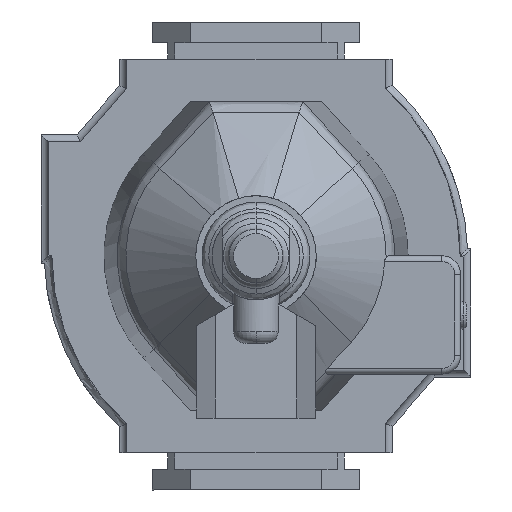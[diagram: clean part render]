
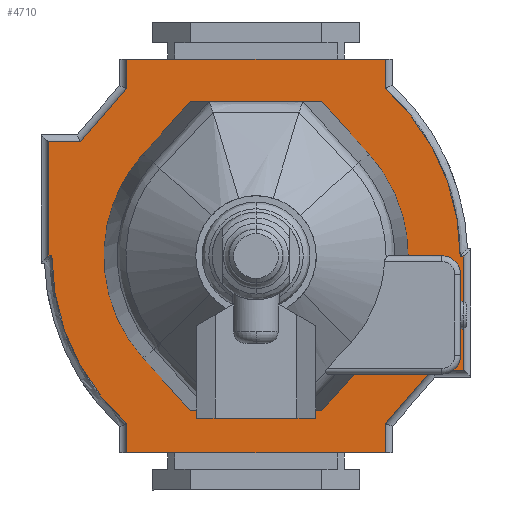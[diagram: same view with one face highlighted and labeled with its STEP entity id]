
A CAD part, front view. The second image highlights one B-rep face of the part: STEP entity #4710.
In plain terms, the highlighted face is planar.
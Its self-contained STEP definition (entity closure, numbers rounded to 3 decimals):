
#10 = DIRECTION ( 'NONE',  ( 0., -1., 0. ) ) ;
#27 = EDGE_LOOP ( 'NONE', ( #10106, #1958, #8792, #6806, #349, #11534, #10953, #1215, #12242, #1667, #12101, #8862, #5278, #3308, #11094, #9474 ) ) ;
#36 = VERTEX_POINT ( 'NONE', #11299 ) ;
#46 = CARTESIAN_POINT ( 'NONE',  ( 19.5, 0., -30. ) ) ;
#59 = EDGE_CURVE ( 'NONE', #13448, #6746, #3900, .T. ) ;
#61 = VERTEX_POINT ( 'NONE', #3756 ) ;
#320 = DIRECTION ( 'NONE',  ( 0., -1., 0. ) ) ;
#341 = CARTESIAN_POINT ( 'NONE',  ( -28.65, 0., 22.1 ) ) ;
#349 = ORIENTED_EDGE ( 'NONE', *, *, #11043, .F. ) ;
#392 = CIRCLE ( 'NONE', #11890, 38.4 ) ;
#627 = DIRECTION ( 'NONE',  ( 0., 1., 0. ) ) ;
#866 = CARTESIAN_POINT ( 'NONE',  ( -33.65, 0., -22.1 ) ) ;
#1025 = EDGE_CURVE ( 'NONE', #10782, #7482, #7249, .T. ) ;
#1215 = ORIENTED_EDGE ( 'NONE', *, *, #59, .F. ) ;
#1249 = DIRECTION ( 'NONE',  ( 0., 0., 1. ) ) ;
#1339 = EDGE_CURVE ( 'NONE', #10760, #10451, #8872, .T. ) ;
#1561 = CARTESIAN_POINT ( 'NONE',  ( 0., 0., 35.5 ) ) ;
#1598 = LINE ( 'NONE', #1942, #2673 ) ;
#1609 = CARTESIAN_POINT ( 'NONE',  ( 28.65, 0., -22.1 ) ) ;
#1667 = ORIENTED_EDGE ( 'NONE', *, *, #8062, .F. ) ;
#1864 = CARTESIAN_POINT ( 'NONE',  ( 0., 0., 0. ) ) ;
#1928 = EDGE_CURVE ( 'NONE', #13299, #2877, #9991, .T. ) ;
#1942 = CARTESIAN_POINT ( 'NONE',  ( 33.65, 0., 22.1 ) ) ;
#1958 = ORIENTED_EDGE ( 'NONE', *, *, #13865, .F. ) ;
#1985 = DIRECTION ( 'NONE',  ( 0., 0., -1. ) ) ;
#2186 = CARTESIAN_POINT ( 'NONE',  ( 0., 0., -34.9 ) ) ;
#2365 = EDGE_CURVE ( 'NONE', #8302, #13299, #5618, .T. ) ;
#2546 = VERTEX_POINT ( 'NONE', #8039 ) ;
#2673 = VECTOR ( 'NONE', #3727, 1000. ) ;
#2796 = CARTESIAN_POINT ( 'NONE',  ( -33.65, 0., -22.1 ) ) ;
#2877 = VERTEX_POINT ( 'NONE', #4993 ) ;
#3308 = ORIENTED_EDGE ( 'NONE', *, *, #1339, .F. ) ;
#3325 = VERTEX_POINT ( 'NONE', #6566 ) ;
#3373 = CARTESIAN_POINT ( 'NONE',  ( 19.5, 0., -30. ) ) ;
#3382 = VECTOR ( 'NONE', #4560, 1000. ) ;
#3646 = VECTOR ( 'NONE', #4299, 1000. ) ;
#3727 = DIRECTION ( 'NONE',  ( -1., 0., 0. ) ) ;
#3739 = CARTESIAN_POINT ( 'NONE',  ( 0., 0., 35.5 ) ) ;
#3756 = CARTESIAN_POINT ( 'NONE',  ( 0., 0., -34.9 ) ) ;
#3900 = LINE ( 'NONE', #1561, #3920 ) ;
#3920 = VECTOR ( 'NONE', #6207, 1000. ) ;
#3979 = VERTEX_POINT ( 'NONE', #10447 ) ;
#4000 = VERTEX_POINT ( 'NONE', #341 ) ;
#4166 = LINE ( 'NONE', #9925, #4598 ) ;
#4299 = DIRECTION ( 'NONE',  ( 1., 0., 0. ) ) ;
#4359 = VECTOR ( 'NONE', #9640, 1000. ) ;
#4541 = LINE ( 'NONE', #9039, #4717 ) ;
#4560 = DIRECTION ( 'NONE',  ( 0., 0., 1. ) ) ;
#4598 = VECTOR ( 'NONE', #14602, 1000. ) ;
#4710 = ADVANCED_FACE ( 'NONE', ( #13150 ), #14059, .T. ) ;
#4717 = VECTOR ( 'NONE', #8087, 1000. ) ;
#4764 = CARTESIAN_POINT ( 'NONE',  ( -19.5, 0., 30. ) ) ;
#4947 = DIRECTION ( 'NONE',  ( 1., 0., 0. ) ) ;
#4993 = CARTESIAN_POINT ( 'NONE',  ( -28.622, 0., -22.1 ) ) ;
#5019 = DIRECTION ( 'NONE',  ( 0., 0., 1. ) ) ;
#5055 = EDGE_CURVE ( 'NONE', #61, #10782, #9927, .T. ) ;
#5278 = ORIENTED_EDGE ( 'NONE', *, *, #13638, .F. ) ;
#5329 = EDGE_CURVE ( 'NONE', #2546, #7523, #1598, .T. ) ;
#5616 = CARTESIAN_POINT ( 'NONE',  ( 0., 0., -3.5 ) ) ;
#5618 = LINE ( 'NONE', #6648, #9294 ) ;
#5983 = AXIS2_PLACEMENT_3D ( 'NONE', #5616, #10, #7966 ) ;
#6071 = CARTESIAN_POINT ( 'NONE',  ( 0., 0., -35.5 ) ) ;
#6195 = VECTOR ( 'NONE', #4947, 1000. ) ;
#6207 = DIRECTION ( 'NONE',  ( -1., 0., 0. ) ) ;
#6472 = AXIS2_PLACEMENT_3D ( 'NONE', #1864, #627, #10945 ) ;
#6557 = LINE ( 'NONE', #11135, #3382 ) ;
#6566 = CARTESIAN_POINT ( 'NONE',  ( 0., 0., 34.9 ) ) ;
#6648 = CARTESIAN_POINT ( 'NONE',  ( -33.65, 0., 22.1 ) ) ;
#6746 = VERTEX_POINT ( 'NONE', #10553 ) ;
#6780 = LINE ( 'NONE', #11132, #11069 ) ;
#6806 = ORIENTED_EDGE ( 'NONE', *, *, #2365, .F. ) ;
#7034 = CARTESIAN_POINT ( 'NONE',  ( 0., 0., 3.5 ) ) ;
#7077 = CARTESIAN_POINT ( 'NONE',  ( 33.65, 0., -22.1 ) ) ;
#7249 = LINE ( 'NONE', #6071, #6195 ) ;
#7466 = LINE ( 'NONE', #4764, #10661 ) ;
#7482 = VERTEX_POINT ( 'NONE', #8700 ) ;
#7523 = VERTEX_POINT ( 'NONE', #13489 ) ;
#7663 = CARTESIAN_POINT ( 'NONE',  ( -33.65, 0., 22.1 ) ) ;
#7966 = DIRECTION ( 'NONE',  ( 0., 0., -1. ) ) ;
#8039 = CARTESIAN_POINT ( 'NONE',  ( 33.65, 0., 22.1 ) ) ;
#8062 = EDGE_CURVE ( 'NONE', #7523, #3325, #12577, .T. ) ;
#8087 = DIRECTION ( 'NONE',  ( -1., 0., 0. ) ) ;
#8170 = DIRECTION ( 'NONE',  ( -0.757, 0., -0.654 ) ) ;
#8302 = VERTEX_POINT ( 'NONE', #7663 ) ;
#8616 = LINE ( 'NONE', #1609, #4359 ) ;
#8700 = CARTESIAN_POINT ( 'NONE',  ( 19.5, 0., -35.5 ) ) ;
#8732 = EDGE_CURVE ( 'NONE', #3325, #13448, #6557, .T. ) ;
#8792 = ORIENTED_EDGE ( 'NONE', *, *, #1928, .F. ) ;
#8862 = ORIENTED_EDGE ( 'NONE', *, *, #10904, .F. ) ;
#8872 = LINE ( 'NONE', #46, #10179 ) ;
#9039 = CARTESIAN_POINT ( 'NONE',  ( -28.65, 0., 22.1 ) ) ;
#9294 = VECTOR ( 'NONE', #1985, 1000. ) ;
#9474 = ORIENTED_EDGE ( 'NONE', *, *, #1025, .F. ) ;
#9640 = DIRECTION ( 'NONE',  ( 1., 0., 0. ) ) ;
#9899 = VECTOR ( 'NONE', #1249, 1000. ) ;
#9925 = CARTESIAN_POINT ( 'NONE',  ( -19.5, 0., 35.5 ) ) ;
#9927 = LINE ( 'NONE', #2186, #14236 ) ;
#9938 = EDGE_CURVE ( 'NONE', #3979, #4000, #7466, .T. ) ;
#9991 = LINE ( 'NONE', #866, #3646 ) ;
#10034 = CARTESIAN_POINT ( 'NONE',  ( 28.65, 0., -22.1 ) ) ;
#10106 = ORIENTED_EDGE ( 'NONE', *, *, #5055, .F. ) ;
#10179 = VECTOR ( 'NONE', #14435, 1000. ) ;
#10447 = CARTESIAN_POINT ( 'NONE',  ( -19.5, 0., 30. ) ) ;
#10451 = VERTEX_POINT ( 'NONE', #10034 ) ;
#10553 = CARTESIAN_POINT ( 'NONE',  ( -19.5, 0., 35.5 ) ) ;
#10661 = VECTOR ( 'NONE', #8170, 1000. ) ;
#10760 = VERTEX_POINT ( 'NONE', #3373 ) ;
#10782 = VERTEX_POINT ( 'NONE', #12527 ) ;
#10904 = EDGE_CURVE ( 'NONE', #36, #2546, #11633, .T. ) ;
#10911 = DIRECTION ( 'NONE',  ( 0., 0., -1. ) ) ;
#10945 = DIRECTION ( 'NONE',  ( 0., 0., 1. ) ) ;
#10953 = ORIENTED_EDGE ( 'NONE', *, *, #13646, .F. ) ;
#11043 = EDGE_CURVE ( 'NONE', #4000, #8302, #4541, .T. ) ;
#11069 = VECTOR ( 'NONE', #13403, 1000. ) ;
#11094 = ORIENTED_EDGE ( 'NONE', *, *, #12745, .F. ) ;
#11132 = CARTESIAN_POINT ( 'NONE',  ( 19.5, 0., -35.5 ) ) ;
#11135 = CARTESIAN_POINT ( 'NONE',  ( 0., 0., 34.9 ) ) ;
#11299 = CARTESIAN_POINT ( 'NONE',  ( 33.65, 0., -22.1 ) ) ;
#11534 = ORIENTED_EDGE ( 'NONE', *, *, #9938, .F. ) ;
#11633 = LINE ( 'NONE', #7077, #9899 ) ;
#11890 = AXIS2_PLACEMENT_3D ( 'NONE', #7034, #320, #5019 ) ;
#12101 = ORIENTED_EDGE ( 'NONE', *, *, #5329, .F. ) ;
#12242 = ORIENTED_EDGE ( 'NONE', *, *, #8732, .F. ) ;
#12527 = CARTESIAN_POINT ( 'NONE',  ( 0., 0., -35.5 ) ) ;
#12577 = CIRCLE ( 'NONE', #5983, 38.4 ) ;
#12745 = EDGE_CURVE ( 'NONE', #7482, #10760, #6780, .T. ) ;
#13150 = FACE_OUTER_BOUND ( 'NONE', #27, .T. ) ;
#13299 = VERTEX_POINT ( 'NONE', #2796 ) ;
#13403 = DIRECTION ( 'NONE',  ( 0., 0., 1. ) ) ;
#13448 = VERTEX_POINT ( 'NONE', #3739 ) ;
#13489 = CARTESIAN_POINT ( 'NONE',  ( 28.622, 0., 22.1 ) ) ;
#13638 = EDGE_CURVE ( 'NONE', #10451, #36, #8616, .T. ) ;
#13646 = EDGE_CURVE ( 'NONE', #6746, #3979, #4166, .T. ) ;
#13865 = EDGE_CURVE ( 'NONE', #2877, #61, #392, .T. ) ;
#14059 = PLANE ( 'NONE',  #6472 ) ;
#14236 = VECTOR ( 'NONE', #10911, 1000. ) ;
#14435 = DIRECTION ( 'NONE',  ( 0.757, 0., 0.654 ) ) ;
#14602 = DIRECTION ( 'NONE',  ( 0., 0., -1. ) ) ;
